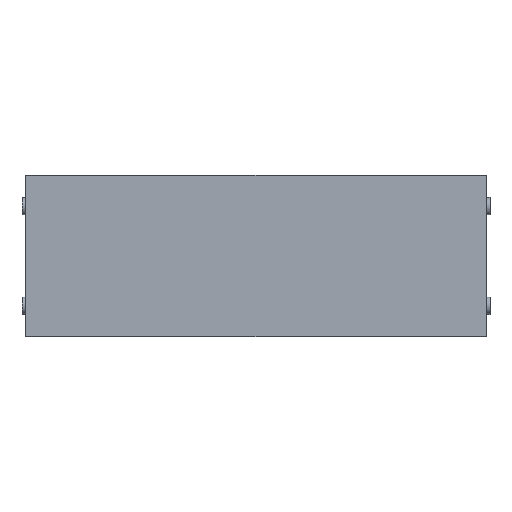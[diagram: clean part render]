
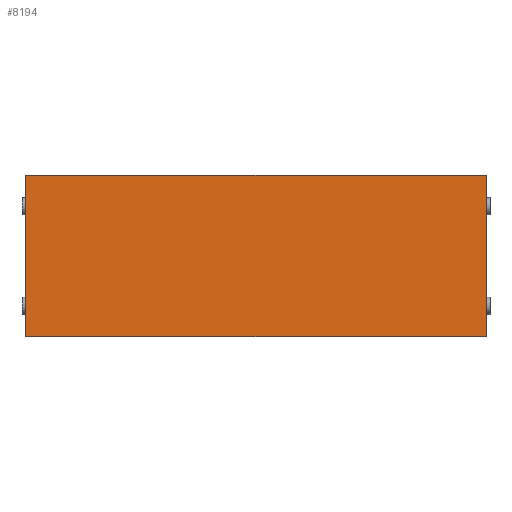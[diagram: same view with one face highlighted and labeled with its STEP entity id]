
A CAD part, front view. The second image highlights one B-rep face of the part: STEP entity #8194.
In plain terms, the highlighted planar face has unit normal (0, -1, 0).
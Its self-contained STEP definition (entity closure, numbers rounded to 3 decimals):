
#3765 = LINE ( 'NONE', #3964, #32607 ) ;
#3964 = CARTESIAN_POINT ( 'NONE',  ( -185., -20., -65. ) ) ;
#5032 = VECTOR ( 'NONE', #37497, 1000. ) ;
#5046 = CARTESIAN_POINT ( 'NONE',  ( -185., -20., 65. ) ) ;
#7443 = CARTESIAN_POINT ( 'NONE',  ( -185., -20., 65. ) ) ;
#8194 = ADVANCED_FACE ( 'NONE', ( #31021 ), #13673, .T. ) ;
#11319 = DIRECTION ( 'NONE',  ( 0., 0., -1. ) ) ;
#13673 = PLANE ( 'NONE',  #22029 ) ;
#14108 = EDGE_CURVE ( 'NONE', #23684, #34709, #28412, .T. ) ;
#14263 = VERTEX_POINT ( 'NONE', #23807 ) ;
#15131 = EDGE_CURVE ( 'NONE', #14263, #24781, #3765, .T. ) ;
#16682 = DIRECTION ( 'NONE',  ( 0., 0., -1. ) ) ;
#16893 = EDGE_CURVE ( 'NONE', #24781, #23684, #37297, .T. ) ;
#21716 = VECTOR ( 'NONE', #16682, 1000. ) ;
#22029 = AXIS2_PLACEMENT_3D ( 'NONE', #25319, #22963, #11319 ) ;
#22142 = CARTESIAN_POINT ( 'NONE',  ( 185., -20., -65. ) ) ;
#22963 = DIRECTION ( 'NONE',  ( 0., -1., 0. ) ) ;
#23227 = ORIENTED_EDGE ( 'NONE', *, *, #23495, .T. ) ;
#23495 = EDGE_CURVE ( 'NONE', #34709, #14263, #34033, .T. ) ;
#23684 = VERTEX_POINT ( 'NONE', #29157 ) ;
#23807 = CARTESIAN_POINT ( 'NONE',  ( -185., -20., -65. ) ) ;
#24781 = VERTEX_POINT ( 'NONE', #22142 ) ;
#25026 = ORIENTED_EDGE ( 'NONE', *, *, #14108, .T. ) ;
#25319 = CARTESIAN_POINT ( 'NONE',  ( 0., -20., 0. ) ) ;
#25373 = ORIENTED_EDGE ( 'NONE', *, *, #15131, .T. ) ;
#25879 = VECTOR ( 'NONE', #31817, 1000. ) ;
#27252 = ORIENTED_EDGE ( 'NONE', *, *, #16893, .T. ) ;
#28347 = CARTESIAN_POINT ( 'NONE',  ( 185., -20., 65. ) ) ;
#28412 = LINE ( 'NONE', #34503, #25879 ) ;
#29157 = CARTESIAN_POINT ( 'NONE',  ( 185., -20., 65. ) ) ;
#30299 = EDGE_LOOP ( 'NONE', ( #23227, #25373, #27252, #25026 ) ) ;
#31021 = FACE_OUTER_BOUND ( 'NONE', #30299, .T. ) ;
#31817 = DIRECTION ( 'NONE',  ( -1., 0., 0. ) ) ;
#32607 = VECTOR ( 'NONE', #35270, 1000. ) ;
#34033 = LINE ( 'NONE', #5046, #21716 ) ;
#34503 = CARTESIAN_POINT ( 'NONE',  ( -185., -20., 65. ) ) ;
#34709 = VERTEX_POINT ( 'NONE', #7443 ) ;
#35270 = DIRECTION ( 'NONE',  ( 1., 0., 0. ) ) ;
#37297 = LINE ( 'NONE', #28347, #5032 ) ;
#37497 = DIRECTION ( 'NONE',  ( 0., 0., 1. ) ) ;
